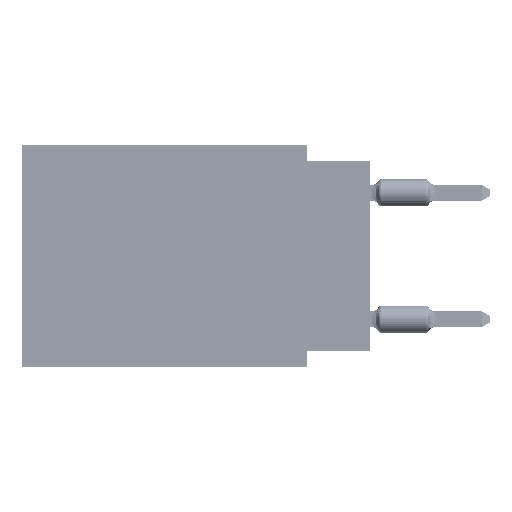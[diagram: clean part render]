
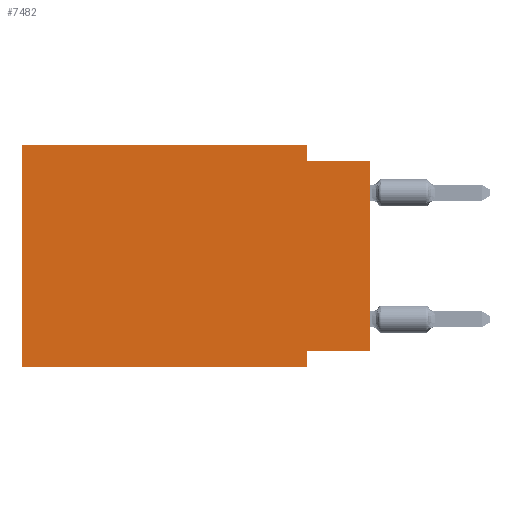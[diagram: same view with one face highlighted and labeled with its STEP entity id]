
A CAD part, left-side view. The second image highlights one B-rep face of the part: STEP entity #7482.
In plain terms, the highlighted planar face has unit normal (-1, 0, 0).
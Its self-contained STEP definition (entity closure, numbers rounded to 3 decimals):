
#1395 = PLANE ( 'NONE',  #18091 ) ;
#1652 = CARTESIAN_POINT ( 'NONE',  ( 0., 2.54, -8.255 ) ) ;
#3364 = EDGE_CURVE ( 'NONE', #35476, #97553, #54400, .T. ) ;
#6062 = EDGE_CURVE ( 'NONE', #89490, #43218, #116747, .T. ) ;
#7023 = EDGE_CURVE ( 'NONE', #89490, #48663, #46534, .T. ) ;
#7482 = ADVANCED_FACE ( 'NONE', ( #18579 ), #1395, .F. ) ;
#8231 = DIRECTION ( 'NONE',  ( 0., -1., 0. ) ) ;
#8783 = CARTESIAN_POINT ( 'NONE',  ( 0., 0., 0. ) ) ;
#9335 = EDGE_CURVE ( 'NONE', #43218, #18178, #58674, .T. ) ;
#10131 = EDGE_CURVE ( 'NONE', #35476, #85646, #81592, .T. ) ;
#10283 = CARTESIAN_POINT ( 'NONE',  ( 0., 13.97, 0. ) ) ;
#14019 = LINE ( 'NONE', #113522, #114079 ) ;
#18091 = AXIS2_PLACEMENT_3D ( 'NONE', #10283, #46398, #37500 ) ;
#18178 = VERTEX_POINT ( 'NONE', #40956 ) ;
#18269 = LINE ( 'NONE', #27145, #107861 ) ;
#18579 = FACE_OUTER_BOUND ( 'NONE', #53555, .T. ) ;
#25494 = VECTOR ( 'NONE', #101162, 1000. ) ;
#25582 = ORIENTED_EDGE ( 'NONE', *, *, #7023, .T. ) ;
#27145 = CARTESIAN_POINT ( 'NONE',  ( 0., 0., -0.635 ) ) ;
#28910 = ORIENTED_EDGE ( 'NONE', *, *, #6062, .F. ) ;
#29871 = CARTESIAN_POINT ( 'NONE',  ( 0., 2.54, 0. ) ) ;
#35476 = VERTEX_POINT ( 'NONE', #66296 ) ;
#36360 = CARTESIAN_POINT ( 'NONE',  ( 0., 13.97, -8.89 ) ) ;
#37169 = EDGE_CURVE ( 'NONE', #97553, #48663, #14019, .T. ) ;
#37500 = DIRECTION ( 'NONE',  ( 0., 0., -1. ) ) ;
#38216 = DIRECTION ( 'NONE',  ( 0., -1., 0. ) ) ;
#40956 = CARTESIAN_POINT ( 'NONE',  ( 0., 2.54, 0. ) ) ;
#43218 = VERTEX_POINT ( 'NONE', #47183 ) ;
#44887 = DIRECTION ( 'NONE',  ( 0., 0., 1. ) ) ;
#46156 = VERTEX_POINT ( 'NONE', #73032 ) ;
#46398 = DIRECTION ( 'NONE',  ( 1., 0., 0. ) ) ;
#46534 = LINE ( 'NONE', #111085, #69058 ) ;
#47183 = CARTESIAN_POINT ( 'NONE',  ( 0., 13.97, 0. ) ) ;
#48663 = VERTEX_POINT ( 'NONE', #60261 ) ;
#52119 = CARTESIAN_POINT ( 'NONE',  ( 0., 13.97, 0. ) ) ;
#53555 = EDGE_LOOP ( 'NONE', ( #73046, #81643, #67980, #96189, #28910, #25582, #76660, #56024 ) ) ;
#54400 = LINE ( 'NONE', #65018, #25494 ) ;
#56024 = ORIENTED_EDGE ( 'NONE', *, *, #3364, .F. ) ;
#57697 = LINE ( 'NONE', #29871, #60630 ) ;
#58674 = LINE ( 'NONE', #52119, #61881 ) ;
#60261 = CARTESIAN_POINT ( 'NONE',  ( 0., 2.54, -8.89 ) ) ;
#60430 = DIRECTION ( 'NONE',  ( 0., -1., 0. ) ) ;
#60630 = VECTOR ( 'NONE', #65993, 1000. ) ;
#61881 = VECTOR ( 'NONE', #60430, 1000. ) ;
#65018 = CARTESIAN_POINT ( 'NONE',  ( 0., 0., -8.255 ) ) ;
#65993 = DIRECTION ( 'NONE',  ( 0., 0., -1. ) ) ;
#66296 = CARTESIAN_POINT ( 'NONE',  ( 0., 0., -8.255 ) ) ;
#67980 = ORIENTED_EDGE ( 'NONE', *, *, #77462, .F. ) ;
#68486 = DIRECTION ( 'NONE',  ( 0., 0., -1. ) ) ;
#69058 = VECTOR ( 'NONE', #38216, 1000. ) ;
#71154 = DIRECTION ( 'NONE',  ( 0., 0., 1. ) ) ;
#73032 = CARTESIAN_POINT ( 'NONE',  ( 0., 2.54, -0.635 ) ) ;
#73046 = ORIENTED_EDGE ( 'NONE', *, *, #10131, .T. ) ;
#76660 = ORIENTED_EDGE ( 'NONE', *, *, #37169, .F. ) ;
#77462 = EDGE_CURVE ( 'NONE', #18178, #46156, #57697, .T. ) ;
#79624 = VECTOR ( 'NONE', #71154, 1000. ) ;
#80452 = VECTOR ( 'NONE', #44887, 1000. ) ;
#81592 = LINE ( 'NONE', #8783, #80452 ) ;
#81643 = ORIENTED_EDGE ( 'NONE', *, *, #114569, .F. ) ;
#85646 = VERTEX_POINT ( 'NONE', #106929 ) ;
#89490 = VERTEX_POINT ( 'NONE', #36360 ) ;
#96189 = ORIENTED_EDGE ( 'NONE', *, *, #9335, .F. ) ;
#97553 = VERTEX_POINT ( 'NONE', #1652 ) ;
#101162 = DIRECTION ( 'NONE',  ( 0., 1., 0. ) ) ;
#106929 = CARTESIAN_POINT ( 'NONE',  ( 0., 0., -0.635 ) ) ;
#107290 = CARTESIAN_POINT ( 'NONE',  ( 0., 13.97, 0. ) ) ;
#107861 = VECTOR ( 'NONE', #8231, 1000. ) ;
#111085 = CARTESIAN_POINT ( 'NONE',  ( 0., 13.97, -8.89 ) ) ;
#113522 = CARTESIAN_POINT ( 'NONE',  ( 0., 2.54, -8.89 ) ) ;
#114079 = VECTOR ( 'NONE', #68486, 1000. ) ;
#114569 = EDGE_CURVE ( 'NONE', #46156, #85646, #18269, .T. ) ;
#116747 = LINE ( 'NONE', #107290, #79624 ) ;
